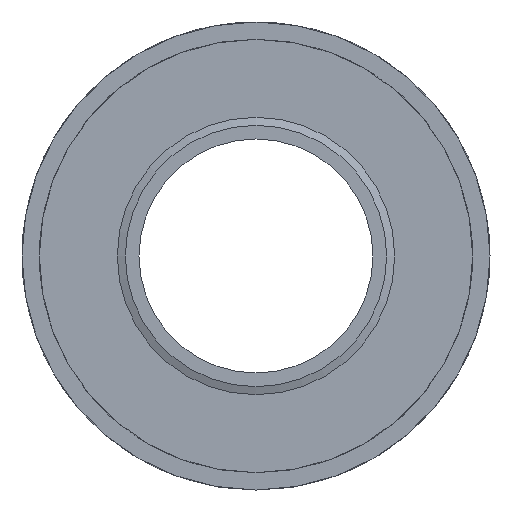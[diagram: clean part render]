
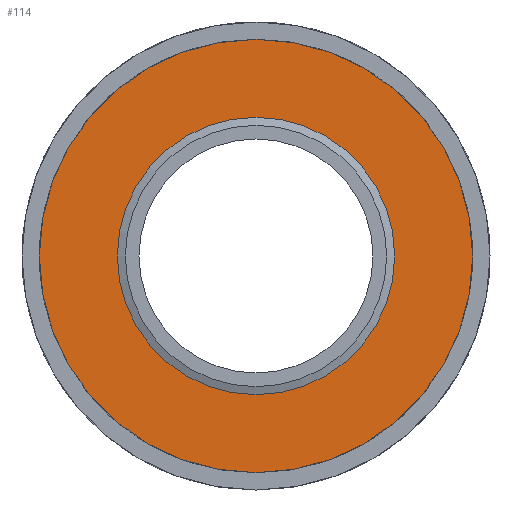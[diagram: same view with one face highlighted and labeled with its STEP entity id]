
A CAD part, left-side view. The second image highlights one B-rep face of the part: STEP entity #114.
In plain terms, the highlighted planar face has unit normal (-1, 0, 0).
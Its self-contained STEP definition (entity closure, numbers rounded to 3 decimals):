
#114 = ADVANCED_FACE( '', ( #213, #214 ), #215, .T. );
#213 = FACE_BOUND( '', #321, .T. );
#214 = FACE_OUTER_BOUND( '', #322, .T. );
#215 = PLANE( '', #323 );
#321 = EDGE_LOOP( '', ( #636 ) );
#322 = EDGE_LOOP( '', ( #637 ) );
#323 = AXIS2_PLACEMENT_3D( '', #638, #639, #640 );
#636 = ORIENTED_EDGE( '', *, *, #770, .T. );
#637 = ORIENTED_EDGE( '', *, *, #725, .F. );
#638 = CARTESIAN_POINT( '', ( -10.5, 25., 0. ) );
#639 = DIRECTION( '', ( -1., 0., 0. ) );
#640 = DIRECTION( '', ( 0., 0., 1. ) );
#725 = EDGE_CURVE( '', #870, #870, #871, .T. );
#770 = EDGE_CURVE( '', #936, #936, #937, .T. );
#870 = VERTEX_POINT( '', #1328 );
#871 = CIRCLE( '', #1329, 25. );
#936 = VERTEX_POINT( '', #1450 );
#937 = CIRCLE( '', #1451, 16. );
#1328 = CARTESIAN_POINT( '', ( -10.5, 0., -25. ) );
#1329 = AXIS2_PLACEMENT_3D( '', #1502, #1503, #1504 );
#1450 = CARTESIAN_POINT( '', ( -10.5, 0., -16. ) );
#1451 = AXIS2_PLACEMENT_3D( '', #1618, #1619, #1620 );
#1502 = CARTESIAN_POINT( '', ( -10.5, 0., 0. ) );
#1503 = DIRECTION( '', ( 1., 0., 0. ) );
#1504 = DIRECTION( '', ( 0., 0., -1. ) );
#1618 = CARTESIAN_POINT( '', ( -10.5, 0., 0. ) );
#1619 = DIRECTION( '', ( 1., 0., 0. ) );
#1620 = DIRECTION( '', ( 0., 0., -1. ) );
